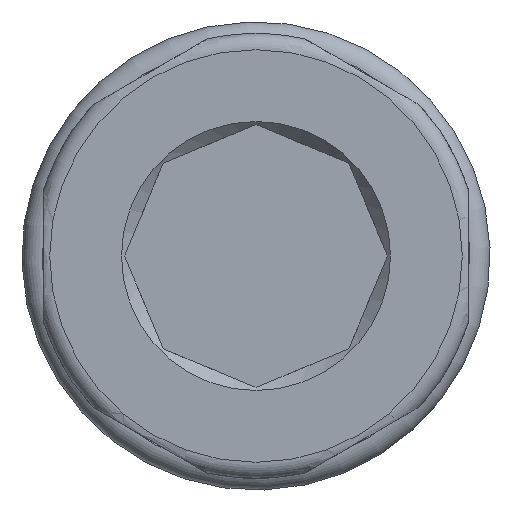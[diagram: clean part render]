
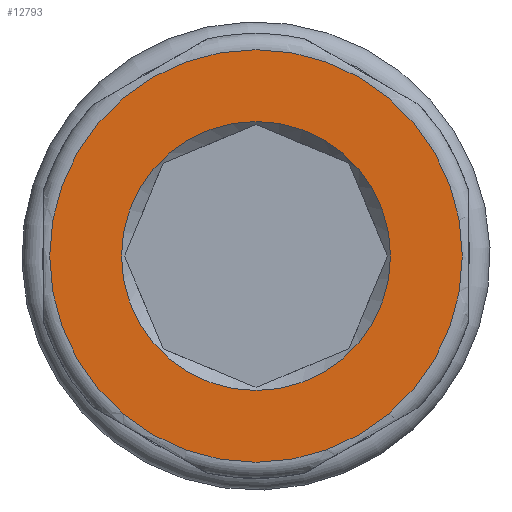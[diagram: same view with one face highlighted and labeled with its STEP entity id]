
A CAD part, left-side view. The second image highlights one B-rep face of the part: STEP entity #12793.
In plain terms, the highlighted planar face has unit normal (-1, 0, 0).
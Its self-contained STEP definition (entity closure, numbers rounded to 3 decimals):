
#121=PLANE('',#13470);
#679=FACE_BOUND('',#1647,.T.);
#932=FACE_OUTER_BOUND('',#1646,.T.);
#1646=EDGE_LOOP('',(#9157,#9158));
#1647=EDGE_LOOP('',(#9159));
#2253=CIRCLE('',#13435,10.2);
#2254=CIRCLE('',#13436,10.2);
#2265=CIRCLE('',#13471,6.65);
#5177=VERTEX_POINT('',#39200);
#5178=VERTEX_POINT('',#39202);
#5190=VERTEX_POINT('',#52796);
#6559=EDGE_CURVE('',#5177,#5178,#2253,.T.);
#6560=EDGE_CURVE('',#5178,#5177,#2254,.T.);
#6662=EDGE_CURVE('',#5190,#5190,#2265,.T.);
#9157=ORIENTED_EDGE('',*,*,#6560,.F.);
#9158=ORIENTED_EDGE('',*,*,#6559,.F.);
#9159=ORIENTED_EDGE('',*,*,#6662,.F.);
#12793=ADVANCED_FACE('',(#932,#679),#121,.T.);
#13435=AXIS2_PLACEMENT_3D('',#39203,#14296,#14297);
#13436=AXIS2_PLACEMENT_3D('',#39204,#14298,#14299);
#13470=AXIS2_PLACEMENT_3D('',#52795,#14451,#14452);
#13471=AXIS2_PLACEMENT_3D('',#52797,#14453,#14454);
#14296=DIRECTION('center_axis',(1.,0.,0.));
#14297=DIRECTION('ref_axis',(0.,-1.,0.));
#14298=DIRECTION('center_axis',(1.,0.,0.));
#14299=DIRECTION('ref_axis',(0.,-1.,0.));
#14451=DIRECTION('center_axis',(-1.,0.,0.));
#14452=DIRECTION('ref_axis',(0.,0.,1.));
#14453=DIRECTION('center_axis',(-1.,0.,0.));
#14454=DIRECTION('ref_axis',(0.,-1.,0.));
#39200=CARTESIAN_POINT('',(0.,0.,10.2));
#39202=CARTESIAN_POINT('',(0.,10.2,0.));
#39203=CARTESIAN_POINT('Origin',(0.,0.,0.));
#39204=CARTESIAN_POINT('Origin',(0.,0.,0.));
#52795=CARTESIAN_POINT('Origin',(0.,8.5,0.));
#52796=CARTESIAN_POINT('',(0.,6.65,0.));
#52797=CARTESIAN_POINT('Origin',(0.,0.,0.));
